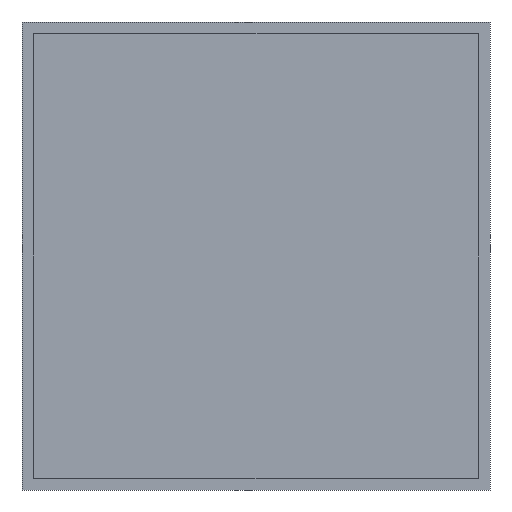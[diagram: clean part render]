
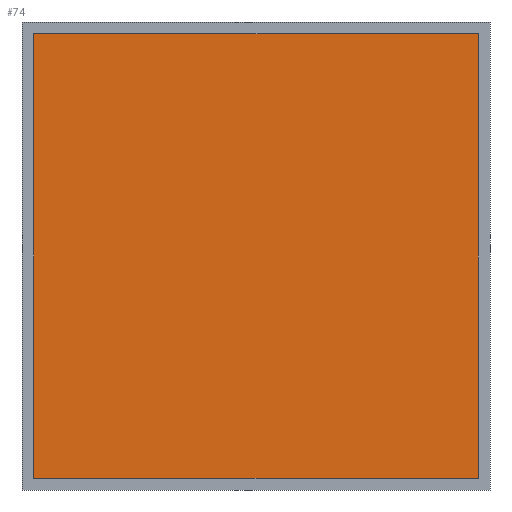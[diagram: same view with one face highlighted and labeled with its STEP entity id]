
A CAD part, left-side view. The second image highlights one B-rep face of the part: STEP entity #74.
In plain terms, the highlighted planar face has unit normal (-1, 0, 0).
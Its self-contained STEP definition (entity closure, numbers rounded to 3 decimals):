
#74=ADVANCED_FACE('',(#149),#150,.T.);
#149=FACE_OUTER_BOUND('',#223,.T.);
#150=PLANE('',#224);
#223=EDGE_LOOP('',(#366,#367,#368,#369));
#224=AXIS2_PLACEMENT_3D('',#370,#371,#372);
#366=ORIENTED_EDGE('',*,*,#477,.F.);
#367=ORIENTED_EDGE('',*,*,#473,.F.);
#368=ORIENTED_EDGE('',*,*,#469,.F.);
#369=ORIENTED_EDGE('',*,*,#465,.F.);
#370=CARTESIAN_POINT('',(2.,0.0,0.));
#371=DIRECTION('',(-1.0,0.0,0.));
#372=DIRECTION('',(0.0,1.0,0.0));
#465=EDGE_CURVE('',#552,#554,#555,.T.);
#469=EDGE_CURVE('',#554,#560,#561,.T.);
#473=EDGE_CURVE('',#560,#566,#567,.T.);
#477=EDGE_CURVE('',#566,#552,#571,.T.);
#552=VERTEX_POINT('',#675);
#554=VERTEX_POINT('',#678);
#555=LINE('',#679,#680);
#560=VERTEX_POINT('',#687);
#561=LINE('',#688,#689);
#566=VERTEX_POINT('',#696);
#567=LINE('',#697,#698);
#571=LINE('',#704,#705);
#675=CARTESIAN_POINT('',(2.,19.0,19.0));
#678=CARTESIAN_POINT('',(2.,-19.0,19.0));
#679=CARTESIAN_POINT('',(2.,19.0,19.0));
#680=VECTOR('',#780,38.0);
#687=CARTESIAN_POINT('',(2.,-19.0,-19.0));
#688=CARTESIAN_POINT('',(2.,-19.0,19.0));
#689=VECTOR('',#783,38.0);
#696=CARTESIAN_POINT('',(2.,19.0,-19.0));
#697=CARTESIAN_POINT('',(2.,-19.0,-19.0));
#698=VECTOR('',#786,38.0);
#704=CARTESIAN_POINT('',(2.,19.0,-19.0));
#705=VECTOR('',#789,38.0);
#780=DIRECTION('',(0.0,-1.0,0.0));
#783=DIRECTION('',(0.,0.0,-1.0));
#786=DIRECTION('',(0.0,1.0,0.0));
#789=DIRECTION('',(0.,0.0,1.0));
